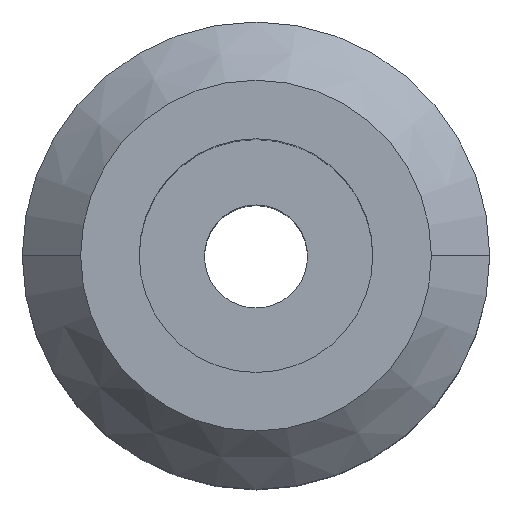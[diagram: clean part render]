
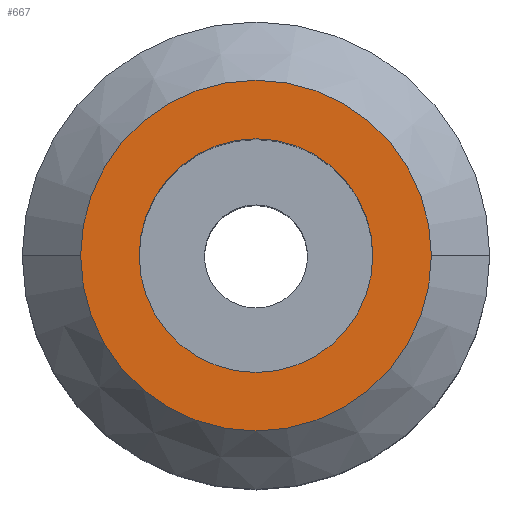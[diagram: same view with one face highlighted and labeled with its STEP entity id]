
A CAD part, top view. The second image highlights one B-rep face of the part: STEP entity #667.
In plain terms, the highlighted planar face has unit normal (0, 0, 1).
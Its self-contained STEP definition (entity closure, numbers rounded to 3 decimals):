
#39 = CARTESIAN_POINT ( 'NONE',  ( 0., 0., 90.488 ) ) ;
#93 = DIRECTION ( 'NONE',  ( 0., 0., -1. ) ) ;
#102 = VERTEX_POINT ( 'NONE', #815 ) ;
#152 = DIRECTION ( 'NONE',  ( -1., 0., 0. ) ) ;
#163 = DIRECTION ( 'NONE',  ( 0., 0., -1. ) ) ;
#200 = EDGE_LOOP ( 'NONE', ( #283, #1420 ) ) ;
#208 = EDGE_CURVE ( 'NONE', #926, #456, #1414, .T. ) ;
#223 = ORIENTED_EDGE ( 'NONE', *, *, #1324, .T. ) ;
#241 = VERTEX_POINT ( 'NONE', #1328 ) ;
#246 = DIRECTION ( 'NONE',  ( -1., 0., 0. ) ) ;
#254 = CARTESIAN_POINT ( 'NONE',  ( 0., 23.825, 90.488 ) ) ;
#261 = PLANE ( 'NONE',  #404 ) ;
#275 = CIRCLE ( 'NONE', #417, 23.825 ) ;
#283 = ORIENTED_EDGE ( 'NONE', *, *, #1136, .F. ) ;
#399 = DIRECTION ( 'NONE',  ( 0., 0., -1. ) ) ;
#404 = AXIS2_PLACEMENT_3D ( 'NONE', #254, #399, #1126 ) ;
#417 = AXIS2_PLACEMENT_3D ( 'NONE', #39, #920, #152 ) ;
#438 = DIRECTION ( 'NONE',  ( -1., 0., 0. ) ) ;
#456 = VERTEX_POINT ( 'NONE', #613 ) ;
#571 = AXIS2_PLACEMENT_3D ( 'NONE', #1249, #995, #246 ) ;
#595 = CIRCLE ( 'NONE', #571, 23.825 ) ;
#613 = CARTESIAN_POINT ( 'NONE',  ( 15.875, 0., 90.488 ) ) ;
#667 = ADVANCED_FACE ( 'NONE', ( #907, #1418 ), #261, .F. ) ;
#815 = CARTESIAN_POINT ( 'NONE',  ( 23.825, 0., 90.488 ) ) ;
#816 = AXIS2_PLACEMENT_3D ( 'NONE', #1589, #93, #967 ) ;
#902 = AXIS2_PLACEMENT_3D ( 'NONE', #1426, #163, #438 ) ;
#907 = FACE_BOUND ( 'NONE', #1381, .T. ) ;
#920 = DIRECTION ( 'NONE',  ( 0., 0., -1. ) ) ;
#926 = VERTEX_POINT ( 'NONE', #1554 ) ;
#967 = DIRECTION ( 'NONE',  ( -1., 0., 0. ) ) ;
#995 = DIRECTION ( 'NONE',  ( 0., 0., -1. ) ) ;
#1026 = CIRCLE ( 'NONE', #816, 15.875 ) ;
#1126 = DIRECTION ( 'NONE',  ( -1., 0., 0. ) ) ;
#1136 = EDGE_CURVE ( 'NONE', #241, #102, #595, .T. ) ;
#1149 = ORIENTED_EDGE ( 'NONE', *, *, #208, .T. ) ;
#1249 = CARTESIAN_POINT ( 'NONE',  ( 0., 0., 90.488 ) ) ;
#1324 = EDGE_CURVE ( 'NONE', #456, #926, #1026, .T. ) ;
#1328 = CARTESIAN_POINT ( 'NONE',  ( -23.825, 0., 90.488 ) ) ;
#1381 = EDGE_LOOP ( 'NONE', ( #1149, #223 ) ) ;
#1414 = CIRCLE ( 'NONE', #902, 15.875 ) ;
#1418 = FACE_OUTER_BOUND ( 'NONE', #200, .T. ) ;
#1420 = ORIENTED_EDGE ( 'NONE', *, *, #1583, .F. ) ;
#1426 = CARTESIAN_POINT ( 'NONE',  ( 0., 0., 90.488 ) ) ;
#1554 = CARTESIAN_POINT ( 'NONE',  ( -15.875, 0., 90.488 ) ) ;
#1583 = EDGE_CURVE ( 'NONE', #102, #241, #275, .T. ) ;
#1589 = CARTESIAN_POINT ( 'NONE',  ( 0., 0., 90.488 ) ) ;
